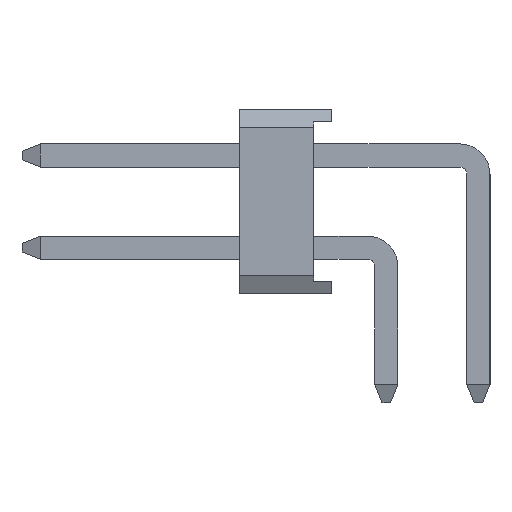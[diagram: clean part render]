
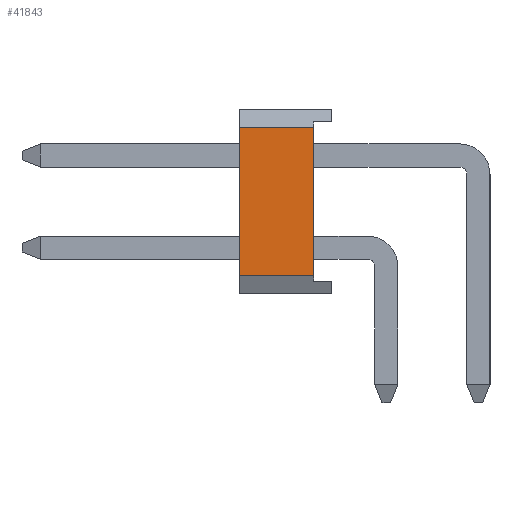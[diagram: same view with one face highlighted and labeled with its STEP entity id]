
A CAD part, left-side view. The second image highlights one B-rep face of the part: STEP entity #41843.
In plain terms, the highlighted planar face has unit normal (-1, 0, 0).
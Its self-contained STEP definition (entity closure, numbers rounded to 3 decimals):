
#2458=ORIENTED_EDGE('',*,*,#9802,.F.);
#2459=ORIENTED_EDGE('',*,*,#10056,.T.);
#2460=ORIENTED_EDGE('',*,*,#9988,.T.);
#2461=ORIENTED_EDGE('',*,*,#10245,.T.);
#9802=EDGE_CURVE('',#13870,#13871,#16784,.T.);
#9988=EDGE_CURVE('',#13953,#13952,#16970,.T.);
#10056=EDGE_CURVE('',#13870,#13953,#17038,.T.);
#10245=EDGE_CURVE('',#13952,#13871,#17227,.T.);
#13870=VERTEX_POINT('',#54900);
#13871=VERTEX_POINT('',#54902);
#13952=VERTEX_POINT('',#55241);
#13953=VERTEX_POINT('',#55243);
#16784=LINE('',#54901,#20822);
#16970=LINE('',#55242,#21008);
#17038=LINE('',#55378,#21076);
#17227=LINE('',#55756,#21265);
#20822=VECTOR('',#46566,1000.);
#21008=VECTOR('',#46898,1000.);
#21076=VECTOR('',#46972,1000.);
#21265=VECTOR('',#47163,1000.);
#24457=EDGE_LOOP('',(#2458,#2459,#2460,#2461));
#26317=FACE_BOUND('',#24457,.T.);
#28111=PLANE('',#43586);
#41843=ADVANCED_FACE('',(#26317),#28111,.T.);
#43586=AXIS2_PLACEMENT_3D('',#55755,#47161,#47162);
#46566=DIRECTION('',(0.,0.,1.));
#46898=DIRECTION('',(0.,0.,1.));
#46972=DIRECTION('',(0.,-1.,0.));
#47161=DIRECTION('',(-1.,0.,0.));
#47162=DIRECTION('',(0.,0.,1.));
#47163=DIRECTION('',(0.,1.,0.));
#54900=CARTESIAN_POINT('',(-40.64,2.04,-0.77));
#54901=CARTESIAN_POINT('',(-40.64,2.04,-80.458));
#54902=CARTESIAN_POINT('',(-40.64,2.04,1.27));
#55241=CARTESIAN_POINT('',(-40.64,-2.04,1.27));
#55242=CARTESIAN_POINT('',(-40.64,-2.04,-80.458));
#55243=CARTESIAN_POINT('',(-40.64,-2.04,-0.77));
#55378=CARTESIAN_POINT('',(-40.64,-2.54,-0.77));
#55755=CARTESIAN_POINT('',(-40.64,-2.54,-1.27));
#55756=CARTESIAN_POINT('',(-40.64,-2.54,1.27));
